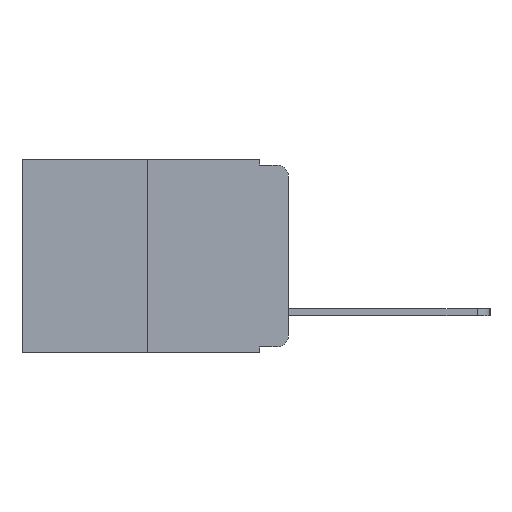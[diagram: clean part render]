
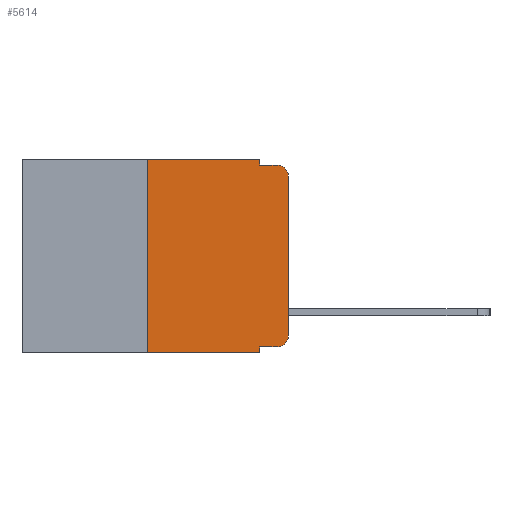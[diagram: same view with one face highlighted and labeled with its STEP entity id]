
A CAD part, left-side view. The second image highlights one B-rep face of the part: STEP entity #5614.
In plain terms, the highlighted planar face has unit normal (-1, 0, 0).
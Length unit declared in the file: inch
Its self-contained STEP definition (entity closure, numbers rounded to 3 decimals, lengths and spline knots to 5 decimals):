
#21 = AXIS2_PLACEMENT_3D ( 'NONE', #9762, #8856, #227 ) ;
#28 = CARTESIAN_POINT ( 'NONE',  ( 0., 0.051, 0. ) ) ;
#50 = VECTOR ( 'NONE', #13235, 39.37008 ) ;
#207 = CARTESIAN_POINT ( 'NONE',  ( 0., 0.051, 0. ) ) ;
#227 = DIRECTION ( 'NONE',  ( 0., 0., -1. ) ) ;
#379 = VECTOR ( 'NONE', #3068, 39.37008 ) ;
#463 = CARTESIAN_POINT ( 'NONE',  ( 0., 0.02, -0.03 ) ) ;
#465 = VECTOR ( 'NONE', #11235, 39.37008 ) ;
#667 = VERTEX_POINT ( 'NONE', #13281 ) ;
#671 = CARTESIAN_POINT ( 'NONE',  ( 0., 0.02, -0.333 ) ) ;
#956 = VECTOR ( 'NONE', #4095, 39.37008 ) ;
#1282 = ORIENTED_EDGE ( 'NONE', *, *, #9220, .T. ) ;
#1304 = VERTEX_POINT ( 'NONE', #14452 ) ;
#1494 = ORIENTED_EDGE ( 'NONE', *, *, #6510, .F. ) ;
#1733 = DIRECTION ( 'NONE',  ( 0., 0., -1. ) ) ;
#1783 = CARTESIAN_POINT ( 'NONE',  ( 0., 0.051, -0.01 ) ) ;
#2263 = CARTESIAN_POINT ( 'NONE',  ( 0., 0.051, -0.333 ) ) ;
#2577 = LINE ( 'NONE', #6939, #11643 ) ;
#2833 = EDGE_CURVE ( 'NONE', #7045, #3093, #3440, .T. ) ;
#3068 = DIRECTION ( 'NONE',  ( 0., -1., 0. ) ) ;
#3093 = VERTEX_POINT ( 'NONE', #671 ) ;
#3255 = DIRECTION ( 'NONE',  ( -1., 0., 0. ) ) ;
#3440 = LINE ( 'NONE', #12561, #50 ) ;
#3813 = VERTEX_POINT ( 'NONE', #10833 ) ;
#3821 = VERTEX_POINT ( 'NONE', #13400 ) ;
#3839 = LINE ( 'NONE', #6724, #465 ) ;
#4095 = DIRECTION ( 'NONE',  ( 0., 0., -1. ) ) ;
#4635 = VERTEX_POINT ( 'NONE', #4785 ) ;
#4785 = CARTESIAN_POINT ( 'NONE',  ( 0., 0., -0.313 ) ) ;
#5614 = ADVANCED_FACE ( 'NONE', ( #9710 ), #11098, .F. ) ;
#5700 = LINE ( 'NONE', #28, #11445 ) ;
#6092 = CIRCLE ( 'NONE', #6442, 0.02 ) ;
#6442 = AXIS2_PLACEMENT_3D ( 'NONE', #463, #9063, #1733 ) ;
#6510 = EDGE_CURVE ( 'NONE', #11401, #667, #11399, .T. ) ;
#6612 = ORIENTED_EDGE ( 'NONE', *, *, #7674, .F. ) ;
#6724 = CARTESIAN_POINT ( 'NONE',  ( 0., 0.473, -0.343 ) ) ;
#6939 = CARTESIAN_POINT ( 'NONE',  ( 0., 0., 0. ) ) ;
#7045 = VERTEX_POINT ( 'NONE', #2263 ) ;
#7557 = ORIENTED_EDGE ( 'NONE', *, *, #11554, .T. ) ;
#7617 = LINE ( 'NONE', #207, #956 ) ;
#7674 = EDGE_CURVE ( 'NONE', #667, #11013, #8009, .T. ) ;
#8009 = LINE ( 'NONE', #9608, #10998 ) ;
#8856 = DIRECTION ( 'NONE',  ( 1., 0., 0. ) ) ;
#8996 = CIRCLE ( 'NONE', #10555, 0.02 ) ;
#9063 = DIRECTION ( 'NONE',  ( -1., 0., 0. ) ) ;
#9132 = EDGE_CURVE ( 'NONE', #3813, #3821, #10098, .T. ) ;
#9155 = ORIENTED_EDGE ( 'NONE', *, *, #9621, .F. ) ;
#9220 = EDGE_CURVE ( 'NONE', #4635, #1304, #2577, .T. ) ;
#9259 = CARTESIAN_POINT ( 'NONE',  ( 0., 0.051, 0. ) ) ;
#9608 = CARTESIAN_POINT ( 'NONE',  ( 0., 0.473, 0. ) ) ;
#9611 = VERTEX_POINT ( 'NONE', #14407 ) ;
#9621 = EDGE_CURVE ( 'NONE', #7045, #9611, #7617, .T. ) ;
#9710 = FACE_OUTER_BOUND ( 'NONE', #12923, .T. ) ;
#9762 = CARTESIAN_POINT ( 'NONE',  ( 0., 0.473, 0. ) ) ;
#10098 = LINE ( 'NONE', #1783, #379 ) ;
#10207 = ORIENTED_EDGE ( 'NONE', *, *, #2833, .T. ) ;
#10330 = DIRECTION ( 'NONE',  ( 0., 0., 1. ) ) ;
#10400 = CARTESIAN_POINT ( 'NONE',  ( 0., 0.02, -0.313 ) ) ;
#10491 = DIRECTION ( 'NONE',  ( 0., 0., 1. ) ) ;
#10555 = AXIS2_PLACEMENT_3D ( 'NONE', #10400, #3255, #11506 ) ;
#10833 = CARTESIAN_POINT ( 'NONE',  ( 0., 0.051, -0.01 ) ) ;
#10891 = EDGE_CURVE ( 'NONE', #1304, #3821, #6092, .T. ) ;
#10941 = CARTESIAN_POINT ( 'NONE',  ( 0., 0.25, -0.343 ) ) ;
#10998 = VECTOR ( 'NONE', #14025, 39.37008 ) ;
#11013 = VERTEX_POINT ( 'NONE', #9259 ) ;
#11044 = VECTOR ( 'NONE', #10491, 39.37008 ) ;
#11098 = PLANE ( 'NONE',  #21 ) ;
#11235 = DIRECTION ( 'NONE',  ( 0., -1., 0. ) ) ;
#11369 = EDGE_CURVE ( 'NONE', #11013, #3813, #5700, .T. ) ;
#11399 = LINE ( 'NONE', #14882, #11044 ) ;
#11401 = VERTEX_POINT ( 'NONE', #10941 ) ;
#11445 = VECTOR ( 'NONE', #13100, 39.37008 ) ;
#11506 = DIRECTION ( 'NONE',  ( 0., 0., -1. ) ) ;
#11554 = EDGE_CURVE ( 'NONE', #3093, #4635, #8996, .T. ) ;
#11643 = VECTOR ( 'NONE', #10330, 39.37008 ) ;
#11910 = ORIENTED_EDGE ( 'NONE', *, *, #9132, .F. ) ;
#12235 = ORIENTED_EDGE ( 'NONE', *, *, #11369, .F. ) ;
#12561 = CARTESIAN_POINT ( 'NONE',  ( 0., 0.051, -0.333 ) ) ;
#12679 = EDGE_CURVE ( 'NONE', #11401, #9611, #3839, .T. ) ;
#12923 = EDGE_LOOP ( 'NONE', ( #1282, #13814, #11910, #12235, #6612, #1494, #13982, #9155, #10207, #7557 ) ) ;
#13100 = DIRECTION ( 'NONE',  ( 0., 0., -1. ) ) ;
#13235 = DIRECTION ( 'NONE',  ( 0., -1., 0. ) ) ;
#13281 = CARTESIAN_POINT ( 'NONE',  ( 0., 0.25, 0. ) ) ;
#13400 = CARTESIAN_POINT ( 'NONE',  ( 0., 0.02, -0.01 ) ) ;
#13814 = ORIENTED_EDGE ( 'NONE', *, *, #10891, .T. ) ;
#13982 = ORIENTED_EDGE ( 'NONE', *, *, #12679, .T. ) ;
#14025 = DIRECTION ( 'NONE',  ( 0., -1., 0. ) ) ;
#14407 = CARTESIAN_POINT ( 'NONE',  ( 0., 0.051, -0.343 ) ) ;
#14452 = CARTESIAN_POINT ( 'NONE',  ( 0., 0., -0.03 ) ) ;
#14882 = CARTESIAN_POINT ( 'NONE',  ( 0., 0.25, 0. ) ) ;
